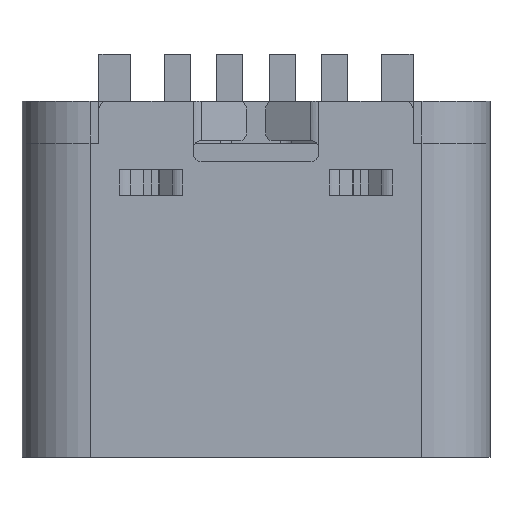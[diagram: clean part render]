
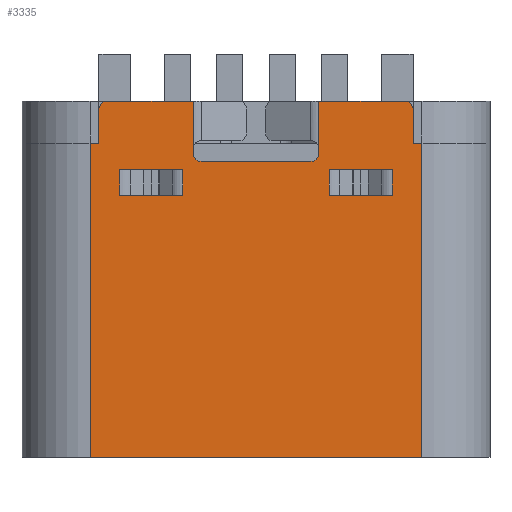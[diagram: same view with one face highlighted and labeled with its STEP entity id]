
A CAD part, top view. The second image highlights one B-rep face of the part: STEP entity #3335.
In plain terms, the highlighted planar face has unit normal (0, 0, 1).
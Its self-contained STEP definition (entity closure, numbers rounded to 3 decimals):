
#3335=ADVANCED_FACE('',(#7076,#7077,#7078),#7079,.F.);
#7076=FACE_BOUND('',#9133,.T.);
#7077=FACE_OUTER_BOUND('',#9134,.T.);
#7078=FACE_BOUND('',#9135,.T.);
#7079=PLANE('',#9136);
#9133=EDGE_LOOP('',(#12974,#12975,#12976,#12977,#12978,#12979,#12980,#12981));
#9134=EDGE_LOOP('',(#12982,#12983,#12984,#12985,#12986,#12987,#12988,#12989,#12990,#12991,#12992,#12993,#12994,#12995,#12996,#12997,#12998,#12999));
#9135=EDGE_LOOP('',(#13000,#13001,#13002,#13003,#13004,#13005,#13006,#13007));
#9136=AXIS2_PLACEMENT_3D('',#13008,#13009,#13010);
#12974=ORIENTED_EDGE('',*,*,#17931,.F.);
#12975=ORIENTED_EDGE('',*,*,#17932,.F.);
#12976=ORIENTED_EDGE('',*,*,#17921,.F.);
#12977=ORIENTED_EDGE('',*,*,#17933,.T.);
#12978=ORIENTED_EDGE('',*,*,#17934,.F.);
#12979=ORIENTED_EDGE('',*,*,#17935,.F.);
#12980=ORIENTED_EDGE('',*,*,#17917,.F.);
#12981=ORIENTED_EDGE('',*,*,#17936,.T.);
#12982=ORIENTED_EDGE('',*,*,#17937,.F.);
#12983=ORIENTED_EDGE('',*,*,#17938,.T.);
#12984=ORIENTED_EDGE('',*,*,#17939,.F.);
#12985=ORIENTED_EDGE('',*,*,#17940,.T.);
#12986=ORIENTED_EDGE('',*,*,#17941,.F.);
#12987=ORIENTED_EDGE('',*,*,#17942,.F.);
#12988=ORIENTED_EDGE('',*,*,#17943,.T.);
#12989=ORIENTED_EDGE('',*,*,#17944,.T.);
#12990=ORIENTED_EDGE('',*,*,#17945,.F.);
#12991=ORIENTED_EDGE('',*,*,#17946,.T.);
#12992=ORIENTED_EDGE('',*,*,#17947,.F.);
#12993=ORIENTED_EDGE('',*,*,#17948,.F.);
#12994=ORIENTED_EDGE('',*,*,#17949,.T.);
#12995=ORIENTED_EDGE('',*,*,#17950,.F.);
#12996=ORIENTED_EDGE('',*,*,#17951,.F.);
#12997=ORIENTED_EDGE('',*,*,#17952,.T.);
#12998=ORIENTED_EDGE('',*,*,#17953,.T.);
#12999=ORIENTED_EDGE('',*,*,#17954,.T.);
#13000=ORIENTED_EDGE('',*,*,#17955,.F.);
#13001=ORIENTED_EDGE('',*,*,#17956,.F.);
#13002=ORIENTED_EDGE('',*,*,#17925,.F.);
#13003=ORIENTED_EDGE('',*,*,#17957,.T.);
#13004=ORIENTED_EDGE('',*,*,#17958,.F.);
#13005=ORIENTED_EDGE('',*,*,#17959,.F.);
#13006=ORIENTED_EDGE('',*,*,#17929,.F.);
#13007=ORIENTED_EDGE('',*,*,#17960,.T.);
#13008=CARTESIAN_POINT('',(-3.17,0.0,1.58));
#13009=DIRECTION('',(0.,0.0,-1.0));
#13010=DIRECTION('',(0.0,-1.0,0.0));
#17917=EDGE_CURVE('',#20582,#20584,#20585,.T.);
#17921=EDGE_CURVE('',#20590,#20592,#20593,.T.);
#17925=EDGE_CURVE('',#20598,#20600,#20601,.T.);
#17929=EDGE_CURVE('',#20606,#20608,#20609,.T.);
#17931=EDGE_CURVE('',#20611,#20612,#20613,.T.);
#17932=EDGE_CURVE('',#20592,#20611,#20614,.T.);
#17933=EDGE_CURVE('',#20590,#20615,#20616,.T.);
#17934=EDGE_CURVE('',#20617,#20615,#20618,.T.);
#17935=EDGE_CURVE('',#20584,#20617,#20619,.T.);
#17936=EDGE_CURVE('',#20582,#20612,#20620,.T.);
#17937=EDGE_CURVE('',#20621,#20622,#20623,.T.);
#17938=EDGE_CURVE('',#20621,#20624,#20625,.T.);
#17939=EDGE_CURVE('',#20626,#20624,#20627,.T.);
#17940=EDGE_CURVE('',#20626,#20628,#20629,.T.);
#17941=EDGE_CURVE('',#20630,#20628,#20631,.T.);
#17942=EDGE_CURVE('',#20632,#20630,#20633,.T.);
#17943=EDGE_CURVE('',#20632,#20634,#20635,.T.);
#17944=EDGE_CURVE('',#20634,#20636,#20637,.F.);
#17945=EDGE_CURVE('',#20638,#20636,#20639,.T.);
#17946=EDGE_CURVE('',#20638,#20640,#20641,.T.);
#17947=EDGE_CURVE('',#20642,#20640,#20643,.T.);
#17948=EDGE_CURVE('',#20644,#20642,#20645,.T.);
#17949=EDGE_CURVE('',#20644,#20646,#20647,.T.);
#17950=EDGE_CURVE('',#20648,#20646,#20649,.T.);
#17951=EDGE_CURVE('',#20650,#20648,#20651,.T.);
#17952=EDGE_CURVE('',#20650,#20652,#20653,.F.);
#17953=EDGE_CURVE('',#20652,#20654,#20655,.T.);
#17954=EDGE_CURVE('',#20654,#20622,#20656,.T.);
#17955=EDGE_CURVE('',#20657,#20658,#20659,.T.);
#17956=EDGE_CURVE('',#20600,#20657,#20660,.T.);
#17957=EDGE_CURVE('',#20598,#20661,#20662,.T.);
#17958=EDGE_CURVE('',#20663,#20661,#20664,.T.);
#17959=EDGE_CURVE('',#20608,#20663,#20665,.T.);
#17960=EDGE_CURVE('',#20606,#20658,#20666,.T.);
#20582=VERTEX_POINT('',#22770);
#20584=VERTEX_POINT('',#22773);
#20585=LINE('',#22774,#22775);
#20590=VERTEX_POINT('',#22782);
#20592=VERTEX_POINT('',#22785);
#20593=LINE('',#22786,#22787);
#20598=VERTEX_POINT('',#22794);
#20600=VERTEX_POINT('',#22797);
#20601=LINE('',#22798,#22799);
#20606=VERTEX_POINT('',#22806);
#20608=VERTEX_POINT('',#22809);
#20609=LINE('',#22810,#22811);
#20611=VERTEX_POINT('',#22814);
#20612=VERTEX_POINT('',#22815);
#20613=LINE('',#22816,#22817);
#20614=LINE('',#22818,#22819);
#20615=VERTEX_POINT('',#22820);
#20616=LINE('',#22821,#22822);
#20617=VERTEX_POINT('',#22823);
#20618=LINE('',#22824,#22825);
#20619=LINE('',#22826,#22827);
#20620=LINE('',#22828,#22829);
#20621=VERTEX_POINT('',#22830);
#20622=VERTEX_POINT('',#22831);
#20623=LINE('',#22832,#22833);
#20624=VERTEX_POINT('',#22834);
#20625=CIRCLE('',#22835,0.15);
#20626=VERTEX_POINT('',#22836);
#20627=LINE('',#22837,#22838);
#20628=VERTEX_POINT('',#22839);
#20629=CIRCLE('',#22840,0.15);
#20630=VERTEX_POINT('',#22841);
#20631=LINE('',#22842,#22843);
#20632=VERTEX_POINT('',#22844);
#20633=LINE('',#22845,#22846);
#20634=VERTEX_POINT('',#22847);
#20635=LINE('',#22848,#22849);
#20636=VERTEX_POINT('',#22850);
#20637=CIRCLE('',#22851,0.15);
#20638=VERTEX_POINT('',#22852);
#20639=LINE('',#22853,#22854);
#20640=VERTEX_POINT('',#22855);
#20641=LINE('',#22856,#22857);
#20642=VERTEX_POINT('',#22858);
#20643=LINE('',#22859,#22860);
#20644=VERTEX_POINT('',#22861);
#20645=LINE('',#22862,#22863);
#20646=VERTEX_POINT('',#22864);
#20647=LINE('',#22865,#22866);
#20648=VERTEX_POINT('',#22867);
#20649=LINE('',#22868,#22869);
#20650=VERTEX_POINT('',#22870);
#20651=LINE('',#22871,#22872);
#20652=VERTEX_POINT('',#22873);
#20653=CIRCLE('',#22874,0.15);
#20654=VERTEX_POINT('',#22875);
#20655=LINE('',#22876,#22877);
#20656=LINE('',#22878,#22879);
#20657=VERTEX_POINT('',#22880);
#20658=VERTEX_POINT('',#22881);
#20659=LINE('',#22882,#22883);
#20660=LINE('',#22884,#22885);
#20661=VERTEX_POINT('',#22886);
#20662=LINE('',#22887,#22888);
#20663=VERTEX_POINT('',#22889);
#20664=LINE('',#22890,#22891);
#20665=LINE('',#22892,#22893);
#20666=LINE('',#22894,#22895);
#22770=CARTESIAN_POINT('',(1.4,5.002,1.58));
#22773=CARTESIAN_POINT('',(1.4,5.0,1.58));
#22774=CARTESIAN_POINT('',(1.4,5.0,1.58));
#22775=VECTOR('',#24878,1000.0);
#22782=CARTESIAN_POINT('',(2.6,5.498,1.58));
#22785=CARTESIAN_POINT('',(2.6,5.5,1.58));
#22786=CARTESIAN_POINT('',(2.6,5.5,1.58));
#22787=VECTOR('',#24882,1000.0);
#22794=CARTESIAN_POINT('',(-1.4,5.498,1.58));
#22797=CARTESIAN_POINT('',(-1.4,5.5,1.58));
#22798=CARTESIAN_POINT('',(-1.4,5.5,1.58));
#22799=VECTOR('',#24886,1000.0);
#22806=CARTESIAN_POINT('',(-2.6,5.002,1.58));
#22809=CARTESIAN_POINT('',(-2.6,5.0,1.58));
#22810=CARTESIAN_POINT('',(-2.6,5.0,1.58));
#22811=VECTOR('',#24890,1000.0);
#22814=CARTESIAN_POINT('',(1.4,5.5,1.58));
#22815=CARTESIAN_POINT('',(1.4,5.498,1.58));
#22816=CARTESIAN_POINT('',(1.4,5.0,1.58));
#22817=VECTOR('',#24892,1000.0);
#22818=CARTESIAN_POINT('',(1.4,5.5,1.58));
#22819=VECTOR('',#24893,1000.0);
#22820=CARTESIAN_POINT('',(2.6,5.002,1.58));
#22821=CARTESIAN_POINT('',(2.6,5.498,1.58));
#22822=VECTOR('',#24894,1000.0);
#22823=CARTESIAN_POINT('',(2.6,5.0,1.58));
#22824=CARTESIAN_POINT('',(2.6,5.5,1.58));
#22825=VECTOR('',#24895,1000.0);
#22826=CARTESIAN_POINT('',(2.6,5.0,1.58));
#22827=VECTOR('',#24896,1000.0);
#22828=CARTESIAN_POINT('',(1.4,5.002,1.58));
#22829=VECTOR('',#24897,1000.0);
#22830=CARTESIAN_POINT('',(1.2,5.8,1.58));
#22831=CARTESIAN_POINT('',(1.2,5.902,1.58));
#22832=CARTESIAN_POINT('',(1.2,5.65,1.58));
#22833=VECTOR('',#24898,1000.0);
#22834=CARTESIAN_POINT('',(1.05,5.65,1.58));
#22835=AXIS2_PLACEMENT_3D('',#24899,#24900,#24901);
#22836=CARTESIAN_POINT('',(-1.05,5.65,1.58));
#22837=CARTESIAN_POINT('',(-1.2,5.65,1.58));
#22838=VECTOR('',#24902,1000.0);
#22839=CARTESIAN_POINT('',(-1.2,5.8,1.58));
#22840=AXIS2_PLACEMENT_3D('',#24903,#24904,#24905);
#22841=CARTESIAN_POINT('',(-1.2,5.902,1.58));
#22842=CARTESIAN_POINT('',(-1.2,6.8,1.58));
#22843=VECTOR('',#24906,1000.0);
#22844=CARTESIAN_POINT('',(-1.2,6.8,1.58));
#22845=CARTESIAN_POINT('',(-1.2,6.8,1.58));
#22846=VECTOR('',#24907,1000.0);
#22847=CARTESIAN_POINT('',(-2.85,6.8,1.58));
#22848=CARTESIAN_POINT('',(-3.17,6.8,1.58));
#22849=VECTOR('',#24908,1000.0);
#22850=CARTESIAN_POINT('',(-3.0,6.65,1.58));
#22851=AXIS2_PLACEMENT_3D('',#24909,#24910,#24911);
#22852=CARTESIAN_POINT('',(-3.0,6.0,1.58));
#22853=CARTESIAN_POINT('',(-3.0,6.0,1.58));
#22854=VECTOR('',#24912,1000.0);
#22855=CARTESIAN_POINT('',(-3.17,6.0,1.58));
#22856=CARTESIAN_POINT('',(-3.0,6.0,1.58));
#22857=VECTOR('',#24913,1000.0);
#22858=CARTESIAN_POINT('',(-3.17,0.0,1.58));
#22859=CARTESIAN_POINT('',(-3.17,0.0,1.58));
#22860=VECTOR('',#24914,1000.0);
#22861=CARTESIAN_POINT('',(3.17,0.0,1.58));
#22862=CARTESIAN_POINT('',(-3.17,0.0,1.58));
#22863=VECTOR('',#24915,1000.0);
#22864=CARTESIAN_POINT('',(3.17,6.0,1.58));
#22865=CARTESIAN_POINT('',(3.17,0.0,1.58));
#22866=VECTOR('',#24916,1000.0);
#22867=CARTESIAN_POINT('',(3.0,6.0,1.58));
#22868=CARTESIAN_POINT('',(3.0,6.0,1.58));
#22869=VECTOR('',#24917,1000.0);
#22870=CARTESIAN_POINT('',(3.0,6.65,1.58));
#22871=CARTESIAN_POINT('',(3.0,6.8,1.58));
#22872=VECTOR('',#24918,1000.0);
#22873=CARTESIAN_POINT('',(2.85,6.8,1.58));
#22874=AXIS2_PLACEMENT_3D('',#24919,#24920,#24921);
#22875=CARTESIAN_POINT('',(1.2,6.8,1.58));
#22876=CARTESIAN_POINT('',(-3.17,6.8,1.58));
#22877=VECTOR('',#24922,1000.0);
#22878=CARTESIAN_POINT('',(1.2,6.8,1.58));
#22879=VECTOR('',#24923,1000.0);
#22880=CARTESIAN_POINT('',(-2.6,5.5,1.58));
#22881=CARTESIAN_POINT('',(-2.6,5.498,1.58));
#22882=CARTESIAN_POINT('',(-2.6,5.0,1.58));
#22883=VECTOR('',#24924,1000.0);
#22884=CARTESIAN_POINT('',(-2.6,5.5,1.58));
#22885=VECTOR('',#24925,1000.0);
#22886=CARTESIAN_POINT('',(-1.4,5.002,1.58));
#22887=CARTESIAN_POINT('',(-1.4,5.498,1.58));
#22888=VECTOR('',#24926,1000.0);
#22889=CARTESIAN_POINT('',(-1.4,5.0,1.58));
#22890=CARTESIAN_POINT('',(-1.4,5.5,1.58));
#22891=VECTOR('',#24927,1000.0);
#22892=CARTESIAN_POINT('',(-1.4,5.0,1.58));
#22893=VECTOR('',#24928,1000.0);
#22894=CARTESIAN_POINT('',(-2.6,5.002,1.58));
#22895=VECTOR('',#24929,1000.0);
#24878=DIRECTION('',(0.0,-1.0,0.0));
#24882=DIRECTION('',(0.0,1.0,0.0));
#24886=DIRECTION('',(0.0,1.0,0.0));
#24890=DIRECTION('',(0.0,-1.0,0.0));
#24892=DIRECTION('',(0.0,-1.0,0.0));
#24893=DIRECTION('',(-1.0,0.0,0.));
#24894=DIRECTION('',(0.,-1.0,0.0));
#24895=DIRECTION('',(0.0,1.0,0.0));
#24896=DIRECTION('',(1.0,0.,0.));
#24897=DIRECTION('',(0.,1.0,0.0));
#24898=DIRECTION('',(0.,1.0,0.));
#24899=CARTESIAN_POINT('',(1.05,5.8,1.58));
#24900=DIRECTION('',(0.,0.0,-1.0));
#24901=DIRECTION('',(-1.0,0.0,0.));
#24902=DIRECTION('',(1.0,0.0,0.));
#24903=CARTESIAN_POINT('',(-1.05,5.8,1.58));
#24904=DIRECTION('',(0.,0.0,-1.0));
#24905=DIRECTION('',(-1.0,0.0,0.));
#24906=DIRECTION('',(0.,-1.0,0.));
#24907=DIRECTION('',(0.,-1.0,0.));
#24908=DIRECTION('',(-1.0,0.0,0.));
#24909=CARTESIAN_POINT('',(-2.85,6.65,1.58));
#24910=DIRECTION('',(0.,0.0,-1.0));
#24911=DIRECTION('',(-1.0,0.0,0.));
#24912=DIRECTION('',(0.0,1.0,0.));
#24913=DIRECTION('',(-1.0,0.0,0.0));
#24914=DIRECTION('',(0.0,1.0,0.0));
#24915=DIRECTION('',(-1.0,0.0,0.));
#24916=DIRECTION('',(0.0,1.0,0.0));
#24917=DIRECTION('',(1.0,0.0,0.0));
#24918=DIRECTION('',(0.0,-1.0,0.));
#24919=CARTESIAN_POINT('',(2.85,6.65,1.58));
#24920=DIRECTION('',(0.,0.0,-1.0));
#24921=DIRECTION('',(-1.0,0.0,0.));
#24922=DIRECTION('',(-1.0,0.0,0.));
#24923=DIRECTION('',(0.0,-1.0,0.0));
#24924=DIRECTION('',(0.0,-1.0,0.0));
#24925=DIRECTION('',(-1.0,0.0,0.));
#24926=DIRECTION('',(0.0,-1.0,0.0));
#24927=DIRECTION('',(0.0,1.0,0.0));
#24928=DIRECTION('',(1.0,0.,0.));
#24929=DIRECTION('',(0.,1.0,0.0));
